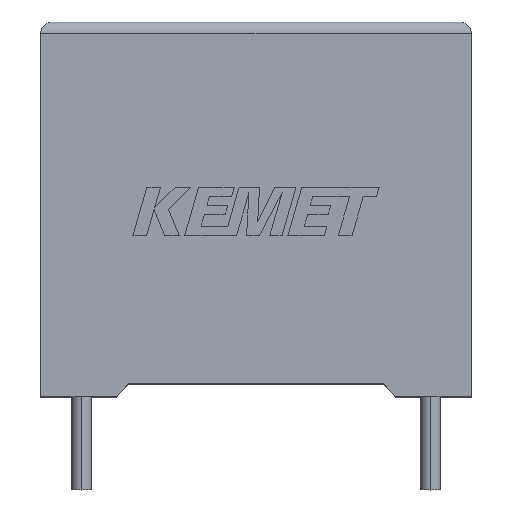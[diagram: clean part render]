
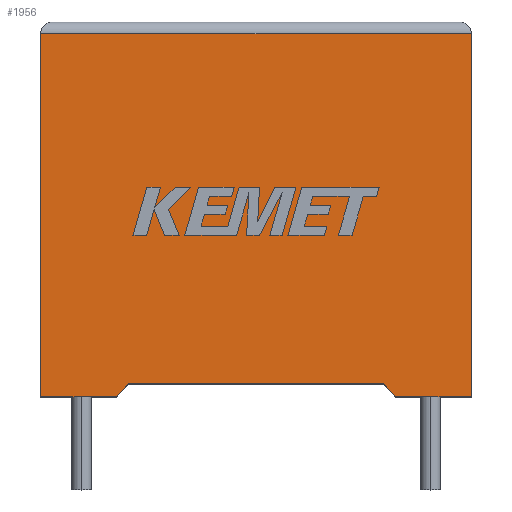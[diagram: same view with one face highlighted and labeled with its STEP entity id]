
A CAD part, top view. The second image highlights one B-rep face of the part: STEP entity #1956.
In plain terms, the highlighted planar face has unit normal (0, 0, 1).
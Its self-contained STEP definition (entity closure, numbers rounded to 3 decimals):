
#22 = VERTEX_POINT ( 'NONE', #205 ) ;
#54 = DIRECTION ( 'NONE',  ( -1., 0., 0. ) ) ;
#90 = CARTESIAN_POINT ( 'NONE',  ( 18.5, 0., 10.2 ) ) ;
#95 = EDGE_CURVE ( 'NONE', #1961, #622, #449, .T. ) ;
#111 = CARTESIAN_POINT ( 'NONE',  ( 0., 0., 10.2 ) ) ;
#158 = CARTESIAN_POINT ( 'NONE',  ( 0., 15.6, 10.2 ) ) ;
#159 = CARTESIAN_POINT ( 'NONE',  ( 18.5, 0., 10.2 ) ) ;
#191 = CARTESIAN_POINT ( 'NONE',  ( 0., 0., 10.2 ) ) ;
#196 = ORIENTED_EDGE ( 'NONE', *, *, #254, .F. ) ;
#205 = CARTESIAN_POINT ( 'NONE',  ( 18.5, 15.6, 10.2 ) ) ;
#212 = LINE ( 'NONE', #2351, #823 ) ;
#254 = EDGE_CURVE ( 'NONE', #2246, #672, #1332, .T. ) ;
#342 = CARTESIAN_POINT ( 'NONE',  ( 0., 15.6, 10.2 ) ) ;
#449 = LINE ( 'NONE', #1194, #2374 ) ;
#479 = ORIENTED_EDGE ( 'NONE', *, *, #1188, .T. ) ;
#622 = VERTEX_POINT ( 'NONE', #159 ) ;
#638 = LINE ( 'NONE', #2772, #2528 ) ;
#664 = DIRECTION ( 'NONE',  ( -0.679, -0.734, 0. ) ) ;
#672 = VERTEX_POINT ( 'NONE', #1113 ) ;
#692 = CARTESIAN_POINT ( 'NONE',  ( 3.25, 0., 10.2 ) ) ;
#777 = DIRECTION ( 'NONE',  ( 0., -1., 0. ) ) ;
#812 = DIRECTION ( 'NONE',  ( 0., 1., 0. ) ) ;
#815 = ORIENTED_EDGE ( 'NONE', *, *, #2968, .F. ) ;
#823 = VECTOR ( 'NONE', #664, 1000. ) ;
#848 = EDGE_CURVE ( 'NONE', #2660, #1464, #1279, .T. ) ;
#902 = CARTESIAN_POINT ( 'NONE',  ( 0., 0., 10.2 ) ) ;
#1068 = EDGE_CURVE ( 'NONE', #2232, #2660, #2125, .T. ) ;
#1073 = LINE ( 'NONE', #342, #2621 ) ;
#1113 = CARTESIAN_POINT ( 'NONE',  ( 3.764, 0.555, 10.2 ) ) ;
#1188 = EDGE_CURVE ( 'NONE', #622, #22, #1567, .T. ) ;
#1194 = CARTESIAN_POINT ( 'NONE',  ( 0., 0., 10.2 ) ) ;
#1199 = ORIENTED_EDGE ( 'NONE', *, *, #2804, .T. ) ;
#1208 = ORIENTED_EDGE ( 'NONE', *, *, #95, .T. ) ;
#1233 = ORIENTED_EDGE ( 'NONE', *, *, #848, .T. ) ;
#1241 = VECTOR ( 'NONE', #812, 1000. ) ;
#1266 = DIRECTION ( 'NONE',  ( 1., 0., 0. ) ) ;
#1279 = LINE ( 'NONE', #111, #2234 ) ;
#1328 = CARTESIAN_POINT ( 'NONE',  ( 14.736, 0.555, 10.2 ) ) ;
#1332 = LINE ( 'NONE', #2186, #1422 ) ;
#1401 = CARTESIAN_POINT ( 'NONE',  ( 15.25, 0., 10.2 ) ) ;
#1422 = VECTOR ( 'NONE', #54, 1000. ) ;
#1464 = VERTEX_POINT ( 'NONE', #692 ) ;
#1478 = VECTOR ( 'NONE', #777, 1000. ) ;
#1567 = LINE ( 'NONE', #90, #1241 ) ;
#1598 = CARTESIAN_POINT ( 'NONE',  ( 0., 0., 10.2 ) ) ;
#1649 = EDGE_CURVE ( 'NONE', #2246, #1961, #638, .T. ) ;
#1722 = AXIS2_PLACEMENT_3D ( 'NONE', #1598, #2330, #2102 ) ;
#1811 = PLANE ( 'NONE',  #1722 ) ;
#1956 = ADVANCED_FACE ( 'NONE', ( #2348 ), #1811, .F. ) ;
#1961 = VERTEX_POINT ( 'NONE', #1401 ) ;
#2102 = DIRECTION ( 'NONE',  ( -1., 0., 0. ) ) ;
#2125 = LINE ( 'NONE', #902, #1478 ) ;
#2186 = CARTESIAN_POINT ( 'NONE',  ( 9.25, 0.555, 10.2 ) ) ;
#2232 = VERTEX_POINT ( 'NONE', #158 ) ;
#2234 = VECTOR ( 'NONE', #1266, 1000. ) ;
#2246 = VERTEX_POINT ( 'NONE', #1328 ) ;
#2330 = DIRECTION ( 'NONE',  ( 0., 0., -1. ) ) ;
#2343 = DIRECTION ( 'NONE',  ( 0.679, -0.734, 0. ) ) ;
#2348 = FACE_OUTER_BOUND ( 'NONE', #2950, .T. ) ;
#2351 = CARTESIAN_POINT ( 'NONE',  ( 3.25, 0., 10.2 ) ) ;
#2374 = VECTOR ( 'NONE', #2802, 1000. ) ;
#2528 = VECTOR ( 'NONE', #2343, 1000. ) ;
#2621 = VECTOR ( 'NONE', #2942, 1000. ) ;
#2660 = VERTEX_POINT ( 'NONE', #191 ) ;
#2772 = CARTESIAN_POINT ( 'NONE',  ( 15.25, 0., 10.2 ) ) ;
#2802 = DIRECTION ( 'NONE',  ( 1., 0., 0. ) ) ;
#2804 = EDGE_CURVE ( 'NONE', #22, #2232, #1073, .T. ) ;
#2872 = ORIENTED_EDGE ( 'NONE', *, *, #1649, .T. ) ;
#2942 = DIRECTION ( 'NONE',  ( -1., 0., 0. ) ) ;
#2950 = EDGE_LOOP ( 'NONE', ( #479, #1199, #2996, #1233, #815, #196, #2872, #1208 ) ) ;
#2968 = EDGE_CURVE ( 'NONE', #672, #1464, #212, .T. ) ;
#2996 = ORIENTED_EDGE ( 'NONE', *, *, #1068, .T. ) ;
